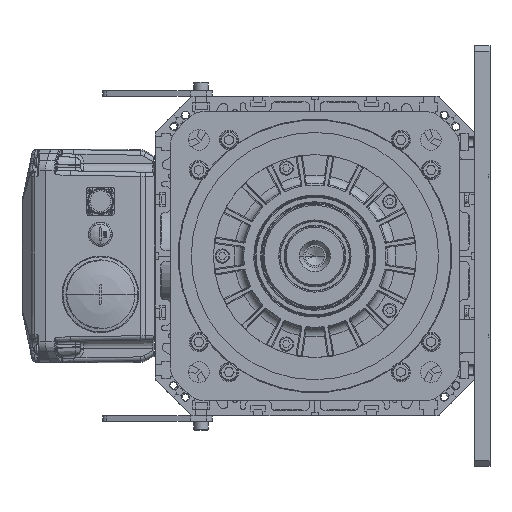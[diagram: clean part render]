
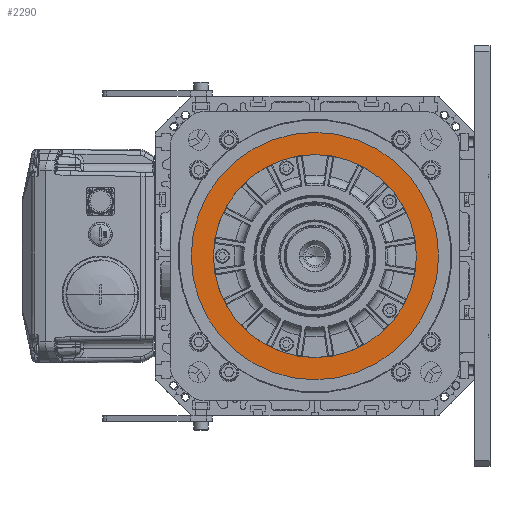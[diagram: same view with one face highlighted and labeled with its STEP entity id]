
A CAD part, left-side view. The second image highlights one B-rep face of the part: STEP entity #2290.
In plain terms, the highlighted planar face has unit normal (-1, 0, 0).
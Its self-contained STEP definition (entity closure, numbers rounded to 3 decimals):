
#763=CARTESIAN_POINT('',(112.02,0.,0.));
#764=DIRECTION('',(-1.,0.,0.));
#765=DIRECTION('',(0.,-1.,0.));
#766=AXIS2_PLACEMENT_3D('',#763,#764,#765);
#772=CARTESIAN_POINT('',(112.02,0.,0.));
#773=DIRECTION('',(1.,0.,0.));
#774=DIRECTION('',(0.,-1.,0.));
#775=AXIS2_PLACEMENT_3D('',#772,#773,#774);
#781=CARTESIAN_POINT('',(112.02,0.,0.));
#782=DIRECTION('',(-1.,0.,0.));
#783=DIRECTION('',(0.,-1.,0.));
#784=AXIS2_PLACEMENT_3D('',#781,#782,#783);
#786=CARTESIAN_POINT('',(112.02,0.,0.));
#787=DIRECTION('',(1.,0.,0.));
#788=DIRECTION('',(0.,-1.,0.));
#789=AXIS2_PLACEMENT_3D('',#786,#787,#788);
#1886=CARTESIAN_POINT('',(112.02,-92.75,0.));
#1888=VERTEX_POINT('',#1886);
#1890=CARTESIAN_POINT('',(112.02,92.75,0.));
#1892=VERTEX_POINT('',#1890);
#1893=CARTESIAN_POINT('',(112.02,-113.,0.));
#1894=CARTESIAN_POINT('',(112.02,113.,0.));
#1895=VERTEX_POINT('',#1893);
#1896=VERTEX_POINT('',#1894);
#2275=CARTESIAN_POINT('',(112.02,0.,0.));
#2276=DIRECTION('',(-1.,0.,0.));
#2277=DIRECTION('',(0.,-1.,0.));
#2278=AXIS2_PLACEMENT_3D('',#2275,#2276,#2277);
#2279=PLANE('',#2278);
#2280=ORIENTED_EDGE('',*,*,#2269,.T.);
#2281=ORIENTED_EDGE('',*,*,#2255,.F.);
#2282=EDGE_LOOP('',(#2280,#2281));
#2283=FACE_OUTER_BOUND('',#2282,.F.);
#2285=ORIENTED_EDGE('',*,*,#2284,.T.);
#2287=ORIENTED_EDGE('',*,*,#2286,.F.);
#2288=EDGE_LOOP('',(#2285,#2287));
#2289=FACE_BOUND('',#2288,.F.);
#2290=ADVANCED_FACE('',(#2283,#2289),#2279,.T.);
#767=CIRCLE('',#766,113.);
#776=CIRCLE('',#775,113.);
#785=CIRCLE('',#784,92.75);
#790=CIRCLE('',#789,92.75);
#2255=EDGE_CURVE('',#1895,#1896,#767,.T.);
#2269=EDGE_CURVE('',#1895,#1896,#776,.T.);
#2284=EDGE_CURVE('',#1888,#1892,#785,.T.);
#2286=EDGE_CURVE('',#1888,#1892,#790,.T.);
